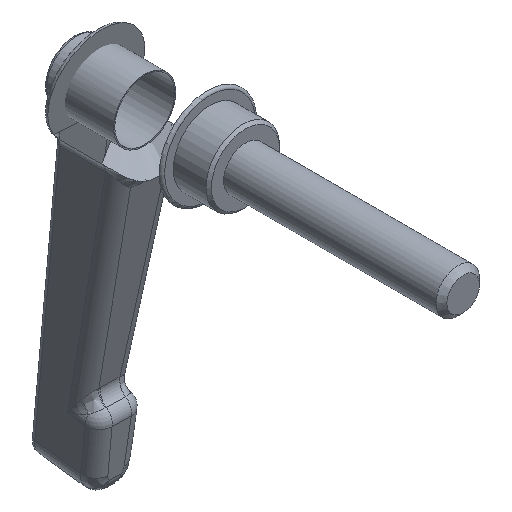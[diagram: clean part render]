
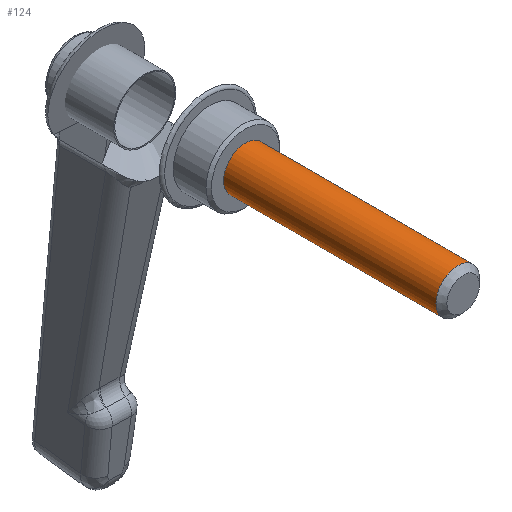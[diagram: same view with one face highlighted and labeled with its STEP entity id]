
A CAD part, isometric view. The second image highlights one B-rep face of the part: STEP entity #124.
In plain terms, the highlighted cylindrical face has radius 4 mm (diameter 8 mm), a full revolution.
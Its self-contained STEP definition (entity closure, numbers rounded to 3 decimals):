
#73=CARTESIAN_POINT('',(4.0,-45.5,0.));
#74=VERTEX_POINT('',#73);
#75=CARTESIAN_POINT('',(0.0,-45.5,0.0));
#76=DIRECTION('',(0.0,-1.0,0.0));
#77=DIRECTION('',(-1.0,0.0,0.0));
#78=AXIS2_PLACEMENT_3D('',#75,#76,#77);
#79=CIRCLE('',#78,4.0);
#80=EDGE_CURVE('',#74,#74,#79,.T.);
#105=CARTESIAN_POINT('',(0.0,-6.5,0.0));
#106=DIRECTION('',(0.0,-1.0,0.0));
#107=DIRECTION('',(-1.0,0.0,0.0));
#108=AXIS2_PLACEMENT_3D('',#105,#106,#107);
#109=CYLINDRICAL_SURFACE('',#108,4.0);
#110=CARTESIAN_POINT('',(4.0,-6.5,0.));
#111=VERTEX_POINT('',#110);
#112=CARTESIAN_POINT('',(0.0,-6.5,0.0));
#113=DIRECTION('',(0.0,1.0,0.0));
#114=DIRECTION('',(-1.0,0.0,0.0));
#115=AXIS2_PLACEMENT_3D('',#112,#113,#114);
#116=CIRCLE('',#115,4.0);
#117=EDGE_CURVE('',#111,#111,#116,.T.);
#118=ORIENTED_EDGE('',*,*,#117,.F.);
#119=EDGE_LOOP('',(#118));
#120=FACE_OUTER_BOUND('',#119,.T.);
#121=ORIENTED_EDGE('',*,*,#80,.F.);
#122=EDGE_LOOP('',(#121));
#123=FACE_BOUND('',#122,.T.);
#124=ADVANCED_FACE('',(#120,#123),#109,.T.);
